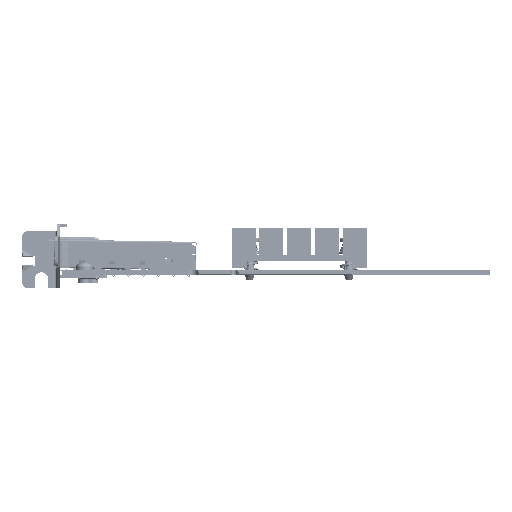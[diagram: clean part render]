
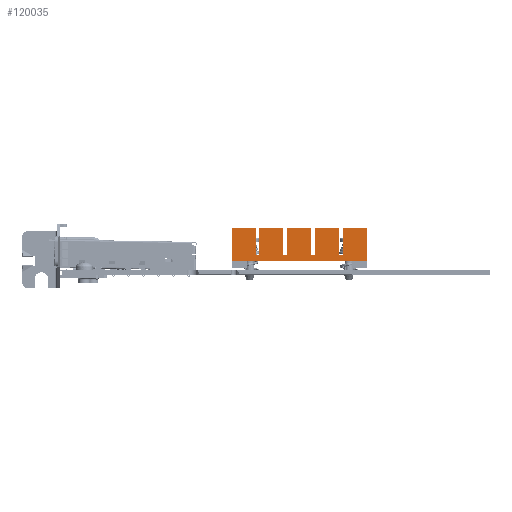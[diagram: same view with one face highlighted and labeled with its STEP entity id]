
A CAD part, front view. The second image highlights one B-rep face of the part: STEP entity #120035.
In plain terms, the highlighted face is planar.
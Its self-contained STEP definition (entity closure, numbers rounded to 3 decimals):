
#12475=FACE_OUTER_BOUND('',#19379,.T.);
#19379=EDGE_LOOP('',(#100847,#100848,#100849,#100850,#100851,#100852,#100853,
#100854,#100855,#100856,#100857,#100858,#100859,#100860,#100861,#100862,
#100863,#100864,#100865,#100866));
#30185=LINE('',#200331,#42656);
#30194=LINE('',#200360,#42665);
#30238=LINE('',#200459,#42709);
#30290=LINE('',#200576,#42761);
#30334=LINE('',#200675,#42805);
#30386=LINE('',#200792,#42857);
#30430=LINE('',#200891,#42901);
#30482=LINE('',#201008,#42953);
#30526=LINE('',#201107,#42997);
#30634=LINE('',#201313,#43105);
#30636=LINE('',#201315,#43107);
#30638=LINE('',#201317,#43109);
#30640=LINE('',#201319,#43111);
#30877=LINE('',#201744,#43348);
#30880=LINE('',#201749,#43351);
#30881=LINE('',#201751,#43352);
#30882=LINE('',#201753,#43353);
#30885=LINE('',#201759,#43356);
#30892=LINE('',#201774,#43363);
#30907=LINE('',#201814,#43378);
#42656=VECTOR('',#151024,10.);
#42665=VECTOR('',#151047,10.);
#42709=VECTOR('',#151113,10.);
#42761=VECTOR('',#151191,10.);
#42805=VECTOR('',#151257,10.);
#42857=VECTOR('',#151335,10.);
#42901=VECTOR('',#151401,10.);
#42953=VECTOR('',#151479,10.);
#42997=VECTOR('',#151545,10.);
#43105=VECTOR('',#151697,10.);
#43107=VECTOR('',#151699,10.);
#43109=VECTOR('',#151701,10.);
#43111=VECTOR('',#151703,10.);
#43348=VECTOR('',#152190,10.);
#43351=VECTOR('',#152195,10.);
#43352=VECTOR('',#152198,10.);
#43353=VECTOR('',#152201,10.);
#43356=VECTOR('',#152210,10.);
#43363=VECTOR('',#152233,10.);
#43378=VECTOR('',#152298,10.);
#54244=VERTEX_POINT('',#200328);
#54245=VERTEX_POINT('',#200330);
#54257=VERTEX_POINT('',#200357);
#54258=VERTEX_POINT('',#200359);
#54301=VERTEX_POINT('',#200456);
#54302=VERTEX_POINT('',#200458);
#54353=VERTEX_POINT('',#200573);
#54354=VERTEX_POINT('',#200575);
#54397=VERTEX_POINT('',#200672);
#54398=VERTEX_POINT('',#200674);
#54449=VERTEX_POINT('',#200789);
#54450=VERTEX_POINT('',#200791);
#54493=VERTEX_POINT('',#200888);
#54494=VERTEX_POINT('',#200890);
#54545=VERTEX_POINT('',#201005);
#54546=VERTEX_POINT('',#201007);
#54589=VERTEX_POINT('',#201104);
#54590=VERTEX_POINT('',#201106);
#54729=VERTEX_POINT('',#201743);
#54730=VERTEX_POINT('',#201747);
#69680=EDGE_CURVE('',#54245,#54244,#30185,.T.);
#69693=EDGE_CURVE('',#54258,#54257,#30194,.T.);
#69737=EDGE_CURVE('',#54302,#54301,#30238,.T.);
#69789=EDGE_CURVE('',#54354,#54353,#30290,.T.);
#69833=EDGE_CURVE('',#54398,#54397,#30334,.T.);
#69885=EDGE_CURVE('',#54450,#54449,#30386,.T.);
#69929=EDGE_CURVE('',#54494,#54493,#30430,.T.);
#69981=EDGE_CURVE('',#54546,#54545,#30482,.T.);
#70025=EDGE_CURVE('',#54590,#54589,#30526,.T.);
#70133=EDGE_CURVE('',#54589,#54546,#30634,.T.);
#70135=EDGE_CURVE('',#54397,#54354,#30636,.T.);
#70137=EDGE_CURVE('',#54301,#54258,#30638,.T.);
#70139=EDGE_CURVE('',#54493,#54450,#30640,.T.);
#70376=EDGE_CURVE('',#54494,#54729,#30877,.T.);
#70379=EDGE_CURVE('',#54730,#54545,#30880,.T.);
#70380=EDGE_CURVE('',#54302,#54449,#30881,.T.);
#70381=EDGE_CURVE('',#54590,#54353,#30882,.T.);
#70384=EDGE_CURVE('',#54730,#54245,#30885,.T.);
#70391=EDGE_CURVE('',#54244,#54729,#30892,.T.);
#70406=EDGE_CURVE('',#54398,#54257,#30907,.T.);
#100847=ORIENTED_EDGE('',*,*,#69693,.T.);
#100848=ORIENTED_EDGE('',*,*,#70406,.F.);
#100849=ORIENTED_EDGE('',*,*,#69833,.T.);
#100850=ORIENTED_EDGE('',*,*,#70135,.T.);
#100851=ORIENTED_EDGE('',*,*,#69789,.T.);
#100852=ORIENTED_EDGE('',*,*,#70381,.F.);
#100853=ORIENTED_EDGE('',*,*,#70025,.T.);
#100854=ORIENTED_EDGE('',*,*,#70133,.T.);
#100855=ORIENTED_EDGE('',*,*,#69981,.T.);
#100856=ORIENTED_EDGE('',*,*,#70379,.F.);
#100857=ORIENTED_EDGE('',*,*,#70384,.T.);
#100858=ORIENTED_EDGE('',*,*,#69680,.T.);
#100859=ORIENTED_EDGE('',*,*,#70391,.T.);
#100860=ORIENTED_EDGE('',*,*,#70376,.F.);
#100861=ORIENTED_EDGE('',*,*,#69929,.T.);
#100862=ORIENTED_EDGE('',*,*,#70139,.T.);
#100863=ORIENTED_EDGE('',*,*,#69885,.T.);
#100864=ORIENTED_EDGE('',*,*,#70380,.F.);
#100865=ORIENTED_EDGE('',*,*,#69737,.T.);
#100866=ORIENTED_EDGE('',*,*,#70137,.T.);
#109940=PLANE('',#127898);
#120035=ADVANCED_FACE('',(#12475),#109940,.T.);
#127898=AXIS2_PLACEMENT_3D('',#201816,#152301,#152302);
#151024=DIRECTION('',(0.,0.,1.));
#151047=DIRECTION('',(0.,1.,0.));
#151113=DIRECTION('',(0.,-1.,0.));
#151191=DIRECTION('',(0.,1.,0.));
#151257=DIRECTION('',(0.,-1.,0.));
#151335=DIRECTION('',(0.,1.,0.));
#151401=DIRECTION('',(0.,-1.,0.));
#151479=DIRECTION('',(0.,1.,0.));
#151545=DIRECTION('',(0.,-1.,0.));
#151697=DIRECTION('',(0.,0.,-1.));
#151699=DIRECTION('',(0.,0.,-1.));
#151701=DIRECTION('',(0.,0.,-1.));
#151703=DIRECTION('',(0.,0.,-1.));
#152190=DIRECTION('',(0.,0.,1.));
#152195=DIRECTION('',(0.,0.,1.));
#152198=DIRECTION('',(0.,0.,1.));
#152201=DIRECTION('',(0.,0.,1.));
#152210=DIRECTION('',(0.,-1.,0.));
#152233=DIRECTION('',(0.,1.,0.));
#152298=DIRECTION('',(0.,0.,1.));
#152301=DIRECTION('center_axis',(-1.,0.,0.));
#152302=DIRECTION('ref_axis',(0.,0.,1.));
#200328=CARTESIAN_POINT('',(-22.5,0.,22.5));
#200330=CARTESIAN_POINT('',(-22.5,0.,-22.5));
#200331=CARTESIAN_POINT('',(-22.5,0.,0.));
#200357=CARTESIAN_POINT('',(-22.5,11.,3.98));
#200359=CARTESIAN_POINT('',(-22.5,2.,3.98));
#200360=CARTESIAN_POINT('',(-22.5,1.,3.98));
#200456=CARTESIAN_POINT('',(-22.5,2.,5.28));
#200458=CARTESIAN_POINT('',(-22.5,11.,5.28));
#200459=CARTESIAN_POINT('',(-22.5,5.5,5.28));
#200573=CARTESIAN_POINT('',(-22.5,11.,-5.28));
#200575=CARTESIAN_POINT('',(-22.5,2.,-5.28));
#200576=CARTESIAN_POINT('',(-22.5,1.,-5.28));
#200672=CARTESIAN_POINT('',(-22.5,2.,-3.98));
#200674=CARTESIAN_POINT('',(-22.5,11.,-3.98));
#200675=CARTESIAN_POINT('',(-22.5,5.5,-3.98));
#200789=CARTESIAN_POINT('',(-22.5,11.,13.24));
#200791=CARTESIAN_POINT('',(-22.5,2.,13.24));
#200792=CARTESIAN_POINT('',(-22.5,1.,13.24));
#200888=CARTESIAN_POINT('',(-22.5,2.,14.54));
#200890=CARTESIAN_POINT('',(-22.5,11.,14.54));
#200891=CARTESIAN_POINT('',(-22.5,5.5,14.54));
#201005=CARTESIAN_POINT('',(-22.5,11.,-14.54));
#201007=CARTESIAN_POINT('',(-22.5,2.,-14.54));
#201008=CARTESIAN_POINT('',(-22.5,1.,-14.54));
#201104=CARTESIAN_POINT('',(-22.5,2.,-13.24));
#201106=CARTESIAN_POINT('',(-22.5,11.,-13.24));
#201107=CARTESIAN_POINT('',(-22.5,5.5,-13.24));
#201313=CARTESIAN_POINT('',(-22.5,2.,-6.62));
#201315=CARTESIAN_POINT('',(-22.5,2.,-1.99));
#201317=CARTESIAN_POINT('',(-22.5,2.,2.64));
#201319=CARTESIAN_POINT('',(-22.5,2.,7.27));
#201743=CARTESIAN_POINT('',(-22.5,11.,22.5));
#201744=CARTESIAN_POINT('',(-22.5,11.,0.));
#201747=CARTESIAN_POINT('',(-22.5,11.,-22.5));
#201749=CARTESIAN_POINT('',(-22.5,11.,0.));
#201751=CARTESIAN_POINT('',(-22.5,11.,0.));
#201753=CARTESIAN_POINT('',(-22.5,11.,0.));
#201759=CARTESIAN_POINT('',(-22.5,11.,-22.5));
#201774=CARTESIAN_POINT('',(-22.5,11.,22.5));
#201814=CARTESIAN_POINT('',(-22.5,11.,0.));
#201816=CARTESIAN_POINT('Origin',(-22.5,0.,0.));
